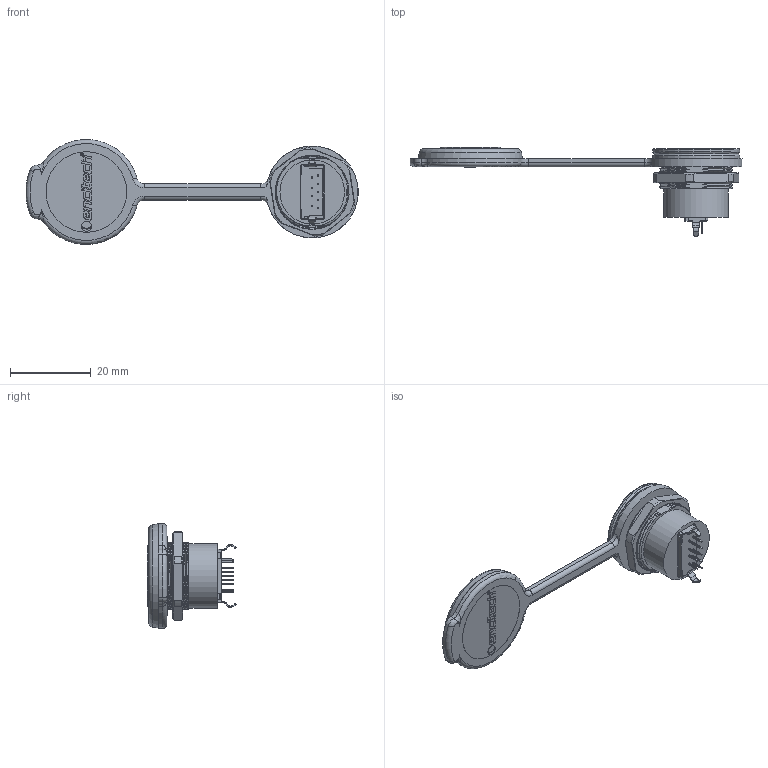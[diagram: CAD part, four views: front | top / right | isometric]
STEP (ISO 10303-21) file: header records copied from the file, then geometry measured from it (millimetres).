
FILE_DESCRIPTION(/* description */ (''),/* implementation_level */ '2;1');
FILE_NAME(/* name */ '41-038USB-41279 E .stp',/* time_stamp */ '2025-04-09T07:30:13+02:00',/* author */ ('hge'),/* organization */ (''),/* preprocessor_version */ 'ST-DEVELOPER v19.2',/* originating_system */ 'Autodesk Inventor 2024',/* authorisation */ '');
FILE_SCHEMA (('AUTOMOTIVE_DESIGN { 1 0 10303 214 3 1 1 }'));
Length unit declared in the file: millimetre
Products named in the file (5): 41-038USB-41279E; USB_A Import; 010146001_M18x0,75 SW20 h=2,5; USB-Gewindebuchse; Verschluss encitech ST0042
Assembly tree (4 placements, depth 2):
  41-038USB-41279E
    USB_A Import
    010146001_M18x0,75 SW20 h=2,5
    USB-Gewindebuchse
    Verschluss encitech ST0042
Bounding box: 82.32 x 22.1 x 25.95 mm (x, y, z)
Volume: 5565.3 mm3; surface area: 7079.2 mm2
Topology: 4 solids, 4 shells, 959 faces, 2618 edges, 1711 vertices
Faces by surface type: plane 551, cylinder 282, bspline 95, cone 21, torus 10
Full cylindrical faces by diameter (mm): 0.615 x1, 0.801 x1, 11 x1, 15.5 x1, 16 x1, 17.6 x1, 18 x1, 20 x1, 21.5 x2, 21.6 x1
Entity records: 38061 total; most frequent: CARTESIAN_POINT 13902, ORIENTED_EDGE 5232, DIRECTION 4536, EDGE_CURVE 2616, LINE 1770, VECTOR 1770, VERTEX_POINT 1710, AXIS2_PLACEMENT_3D 1383
